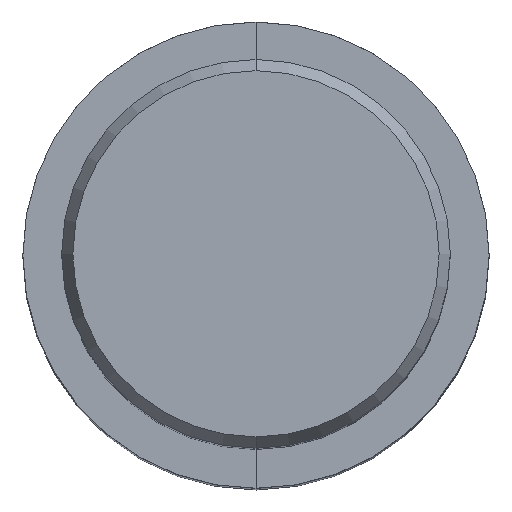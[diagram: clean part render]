
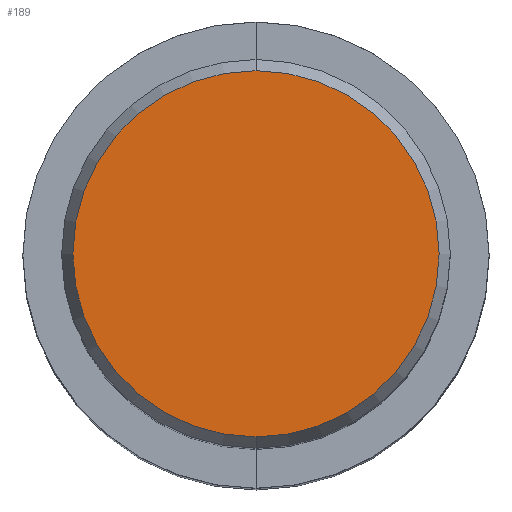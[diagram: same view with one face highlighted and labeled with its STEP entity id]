
A CAD part, top view. The second image highlights one B-rep face of the part: STEP entity #189.
In plain terms, the highlighted planar face has unit normal (0, 0, 1).
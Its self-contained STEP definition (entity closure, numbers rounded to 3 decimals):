
#127=EDGE_CURVE('',#193,#207,#330,.T.);
#157=EDGE_CURVE('',#207,#193,#365,.T.);
#189=ADVANCED_FACE('',(#402),#403,.T.);
#193=VERTEX_POINT('',#407);
#207=VERTEX_POINT('',#424);
#330=CIRCLE('',#554,14.958);
#365=CIRCLE('',#600,14.958);
#402=FACE_OUTER_BOUND('',#645,.T.);
#403=PLANE('',#646);
#407=CARTESIAN_POINT('',(0.0,14.958,0.01));
#424=CARTESIAN_POINT('',(0.,-14.958,0.01));
#554=AXIS2_PLACEMENT_3D('',#816,#817,#818);
#600=AXIS2_PLACEMENT_3D('',#874,#875,#876);
#645=EDGE_LOOP('',(#924,#925));
#646=AXIS2_PLACEMENT_3D('',#926,#927,#928);
#816=CARTESIAN_POINT('',(0.0,0.0,0.01));
#817=DIRECTION('',(0.0,0.0,-1.0));
#818=DIRECTION('',(0.0,1.0,0.0));
#874=CARTESIAN_POINT('',(0.0,0.0,0.01));
#875=DIRECTION('',(0.0,0.0,-1.0));
#876=DIRECTION('',(0.0,1.0,0.0));
#924=ORIENTED_EDGE('',*,*,#127,.F.);
#925=ORIENTED_EDGE('',*,*,#157,.F.);
#926=CARTESIAN_POINT('',(0.0,7.479,0.01));
#927=DIRECTION('',(-0.0,0.0,1.0));
#928=DIRECTION('',(0.0,-1.0,0.0));
